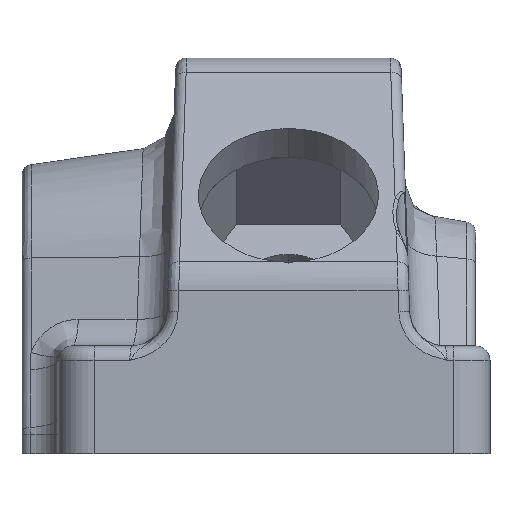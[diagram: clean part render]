
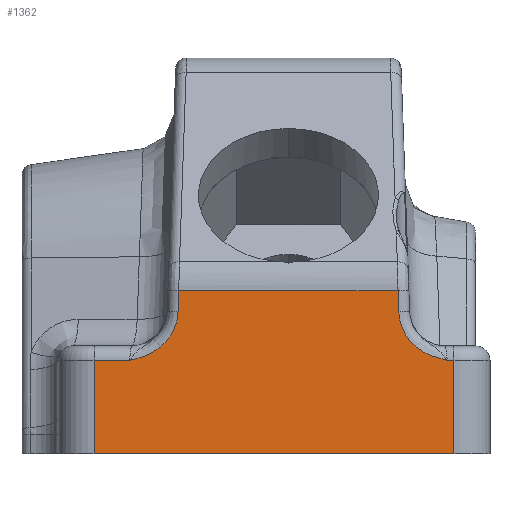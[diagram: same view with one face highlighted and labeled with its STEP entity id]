
A CAD part, left-side view. The second image highlights one B-rep face of the part: STEP entity #1362.
In plain terms, the highlighted planar face has unit normal (-1, 0, 0).
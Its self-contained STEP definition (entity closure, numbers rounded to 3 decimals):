
#429 = CARTESIAN_POINT ( 'NONE',  ( -43., -19.73, 22.697 ) ) ;
#430 = CARTESIAN_POINT ( 'NONE',  ( -43., -19.833, 19.755 ) ) ;
#431 = CARTESIAN_POINT ( 'NONE',  ( -43., -26.573, 13. ) ) ;
#433 = CARTESIAN_POINT ( 'NONE',  ( -43., 22.5, 13. ) ) ;
#434 = CARTESIAN_POINT ( 'NONE',  ( -43., 17.573, 13. ) ) ;
#437 = CARTESIAN_POINT ( 'NONE',  ( -43., 10.73, 22.697 ) ) ;
#447 = CARTESIAN_POINT ( 'NONE',  ( -43., 10.833, 19.755 ) ) ;
#478 = CARTESIAN_POINT ( 'NONE',  ( -43., -27.5, 13. ) ) ;
#514 = CARTESIAN_POINT ( 'NONE',  ( -43., -27.5, 0. ) ) ;
#518 = CARTESIAN_POINT ( 'NONE',  ( -43., 22.5, 0. ) ) ;
#1362 = ADVANCED_FACE ( 'NONE', ( #6445 ), #15948, .F. ) ;
#2075 = CARTESIAN_POINT ( 'NONE',  ( -43., -25.729, 13.205 ) ) ;
#2080 = CARTESIAN_POINT ( 'NONE',  ( -43., -26.151, 13.102 ) ) ;
#2082 = CARTESIAN_POINT ( 'NONE',  ( -43., 22.5, 55. ) ) ;
#2083 = CARTESIAN_POINT ( 'NONE',  ( -43., -26.573, 13. ) ) ;
#2084 = CARTESIAN_POINT ( 'NONE',  ( -43., -24.897, 13.449 ) ) ;
#2085 = CARTESIAN_POINT ( 'NONE',  ( -43., -24.486, 13.591 ) ) ;
#2086 = CARTESIAN_POINT ( 'NONE',  ( -43., -23.691, 13.935 ) ) ;
#2087 = CARTESIAN_POINT ( 'NONE',  ( -43., -23.305, 14.137 ) ) ;
#2088 = CARTESIAN_POINT ( 'NONE',  ( -43., -22.578, 14.607 ) ) ;
#2089 = CARTESIAN_POINT ( 'NONE',  ( -43., -22.239, 14.871 ) ) ;
#2090 = CARTESIAN_POINT ( 'NONE',  ( -43., -21.613, 15.461 ) ) ;
#2091 = CARTESIAN_POINT ( 'NONE',  ( -43., -21.324, 15.79 ) ) ;
#2092 = CARTESIAN_POINT ( 'NONE',  ( -43., -20.821, 16.49 ) ) ;
#2093 = CARTESIAN_POINT ( 'NONE',  ( -43., -20.605, 16.86 ) ) ;
#2094 = CARTESIAN_POINT ( 'NONE',  ( -43., -20.336, 17.449 ) ) ;
#2095 = CARTESIAN_POINT ( 'NONE',  ( -43., -20.255, 17.652 ) ) ;
#2096 = CARTESIAN_POINT ( 'NONE',  ( -43., -20.114, 18.061 ) ) ;
#2097 = CARTESIAN_POINT ( 'NONE',  ( -43., -20.054, 18.268 ) ) ;
#2098 = CARTESIAN_POINT ( 'NONE',  ( -43., -19.906, 18.894 ) ) ;
#2099 = CARTESIAN_POINT ( 'NONE',  ( -43., -19.848, 19.32 ) ) ;
#2100 = CARTESIAN_POINT ( 'NONE',  ( -43., -19.833, 19.755 ) ) ;
#2101 = DIRECTION ( 'NONE',  ( 0., 0., -1. ) ) ;
#3230 = EDGE_LOOP ( 'NONE', ( #9548, #9549, #9550, #9551, #9552, #9553, #9554, #9555, #9556, #9557 ) ) ;
#3818 = CARTESIAN_POINT ( 'NONE',  ( -43., 9.63, 54.201 ) ) ;
#3819 = DIRECTION ( 'NONE',  ( 0., 0.035, -0.999 ) ) ;
#3852 = CARTESIAN_POINT ( 'NONE',  ( -43., 12.151, 22.697 ) ) ;
#3853 = DIRECTION ( 'NONE',  ( 0., 1., 0. ) ) ;
#3854 = CARTESIAN_POINT ( 'NONE',  ( -43., -18.54, 56.782 ) ) ;
#3855 = DIRECTION ( 'NONE',  ( 0., 0.035, 0.999 ) ) ;
#3856 = CARTESIAN_POINT ( 'NONE',  ( -43., -27.5, 55. ) ) ;
#3857 = DIRECTION ( 'NONE',  ( 0., 0., 1. ) ) ;
#3858 = CARTESIAN_POINT ( 'NONE',  ( -43., -21.5, 13. ) ) ;
#3859 = DIRECTION ( 'NONE',  ( 0., 1., 0. ) ) ;
#3877 = CARTESIAN_POINT ( 'NONE',  ( -43., 10.848, 19.32 ) ) ;
#3884 = CARTESIAN_POINT ( 'NONE',  ( -43., 10.906, 18.894 ) ) ;
#3938 = CARTESIAN_POINT ( 'NONE',  ( -43., 10.833, 19.755 ) ) ;
#3940 = CARTESIAN_POINT ( 'NONE',  ( -43., 11.054, 18.268 ) ) ;
#3941 = CARTESIAN_POINT ( 'NONE',  ( -43., 11.114, 18.061 ) ) ;
#3942 = CARTESIAN_POINT ( 'NONE',  ( -43., 11.255, 17.652 ) ) ;
#3943 = CARTESIAN_POINT ( 'NONE',  ( -43., 11.336, 17.449 ) ) ;
#3944 = CARTESIAN_POINT ( 'NONE',  ( -43., 11.605, 16.86 ) ) ;
#3945 = CARTESIAN_POINT ( 'NONE',  ( -43., 11.821, 16.49 ) ) ;
#3946 = CARTESIAN_POINT ( 'NONE',  ( -43., 12.324, 15.79 ) ) ;
#3947 = CARTESIAN_POINT ( 'NONE',  ( -43., 12.613, 15.461 ) ) ;
#3948 = CARTESIAN_POINT ( 'NONE',  ( -43., 13.239, 14.871 ) ) ;
#3949 = CARTESIAN_POINT ( 'NONE',  ( -43., 13.578, 14.607 ) ) ;
#3950 = CARTESIAN_POINT ( 'NONE',  ( -43., 14.305, 14.137 ) ) ;
#3951 = CARTESIAN_POINT ( 'NONE',  ( -43., 14.691, 13.935 ) ) ;
#3952 = CARTESIAN_POINT ( 'NONE',  ( -43., 15.486, 13.591 ) ) ;
#3953 = CARTESIAN_POINT ( 'NONE',  ( -43., 15.897, 13.449 ) ) ;
#3954 = CARTESIAN_POINT ( 'NONE',  ( -43., 16.521, 13.266 ) ) ;
#3955 = CARTESIAN_POINT ( 'NONE',  ( -43., 16.731, 13.21 ) ) ;
#3956 = CARTESIAN_POINT ( 'NONE',  ( -43., 17.151, 13.102 ) ) ;
#3957 = CARTESIAN_POINT ( 'NONE',  ( -43., 17.364, 13.051 ) ) ;
#3958 = CARTESIAN_POINT ( 'NONE',  ( -43., 17.573, 13. ) ) ;
#3959 = CARTESIAN_POINT ( 'NONE',  ( -43., 22.5, 13. ) ) ;
#3960 = DIRECTION ( 'NONE',  ( 0., 1., 0. ) ) ;
#4388 = EDGE_CURVE ( 'NONE', #17119, #17118, #8682, .T. ) ;
#4389 = EDGE_CURVE ( 'NONE', #17121, #17206, #5857, .T. ) ;
#4443 = EDGE_CURVE ( 'NONE', #17125, #17135, #5769, .T. ) ;
#4451 = EDGE_CURVE ( 'NONE', #17117, #17125, #5766, .T. ) ;
#4452 = EDGE_CURVE ( 'NONE', #17118, #17117, #5754, .T. ) ;
#4453 = EDGE_CURVE ( 'NONE', #17202, #17166, #5753, .T. ) ;
#4454 = EDGE_CURVE ( 'NONE', #17166, #17119, #5751, .T. ) ;
#4468 = EDGE_CURVE ( 'NONE', #17135, #17122, #8698, .T. ) ;
#4469 = EDGE_CURVE ( 'NONE', #17122, #17121, #5737, .T. ) ;
#5078 = VECTOR ( 'NONE', #13885, 1000. ) ;
#5080 = LINE ( 'NONE', #13882, #5078 ) ;
#5731 = VECTOR ( 'NONE', #3960, 1000. ) ;
#5737 = LINE ( 'NONE', #3959, #5731 ) ;
#5748 = VECTOR ( 'NONE', #3859, 1000. ) ;
#5750 = VECTOR ( 'NONE', #3857, 1000. ) ;
#5751 = LINE ( 'NONE', #3858, #5748 ) ;
#5752 = VECTOR ( 'NONE', #3855, 1000. ) ;
#5753 = LINE ( 'NONE', #3856, #5750 ) ;
#5754 = LINE ( 'NONE', #3854, #5752 ) ;
#5757 = VECTOR ( 'NONE', #3853, 1000. ) ;
#5766 = LINE ( 'NONE', #3852, #5757 ) ;
#5767 = VECTOR ( 'NONE', #3819, 1000. ) ;
#5769 = LINE ( 'NONE', #3818, #5767 ) ;
#5849 = VECTOR ( 'NONE', #2101, 1000. ) ;
#5857 = LINE ( 'NONE', #2082, #5849 ) ;
#6445 = FACE_OUTER_BOUND ( 'NONE', #3230, .T. ) ;
#7647 = AXIS2_PLACEMENT_3D ( 'NONE', #15939, #15950, #15951 ) ;
#8682 = B_SPLINE_CURVE_WITH_KNOTS ( 'NONE', 3,
 ( #2083, #2080, #2075, #2084, #2085, #2086, #2087, #2088, #2089, #2090, #2091, #2092, #2093, #2094, #2095, #2096, #2097, #2098, #2099, #2100 ),
 .UNSPECIFIED., .F., .F.,
 ( 4, 2, 2, 2, 2, 2, 2, 2, 2, 4 ),
 ( 0., 0.001, 0.003, 0.004, 0.005, 0.006, 0.008, 0.008, 0.009, 0.01 ),
 .UNSPECIFIED. ) ;
#8698 = B_SPLINE_CURVE_WITH_KNOTS ( 'NONE', 3,
 ( #3938, #3877, #3884, #3940, #3941, #3942, #3943, #3944, #3945, #3946, #3947, #3948, #3949, #3950, #3951, #3952, #3953, #3954, #3955, #3956, #3957, #3958 ),
 .UNSPECIFIED., .F., .F.,
 ( 4, 2, 2, 2, 2, 2, 2, 2, 2, 2, 4 ),
 ( 0., 0.001, 0.002, 0.003, 0.004, 0.005, 0.006, 0.008, 0.009, 0.01, 0.01 ),
 .UNSPECIFIED. ) ;
#9548 = ORIENTED_EDGE ( 'NONE', *, *, #4443, .T. ) ;
#9549 = ORIENTED_EDGE ( 'NONE', *, *, #4468, .T. ) ;
#9550 = ORIENTED_EDGE ( 'NONE', *, *, #4469, .T. ) ;
#9551 = ORIENTED_EDGE ( 'NONE', *, *, #4389, .T. ) ;
#9552 = ORIENTED_EDGE ( 'NONE', *, *, #10755, .T. ) ;
#9553 = ORIENTED_EDGE ( 'NONE', *, *, #4453, .T. ) ;
#9554 = ORIENTED_EDGE ( 'NONE', *, *, #4454, .T. ) ;
#9555 = ORIENTED_EDGE ( 'NONE', *, *, #4388, .T. ) ;
#9556 = ORIENTED_EDGE ( 'NONE', *, *, #4452, .T. ) ;
#9557 = ORIENTED_EDGE ( 'NONE', *, *, #4451, .T. ) ;
#10755 = EDGE_CURVE ( 'NONE', #17206, #17202, #5080, .T. ) ;
#13882 = CARTESIAN_POINT ( 'NONE',  ( -43., 32.5, 0. ) ) ;
#13885 = DIRECTION ( 'NONE',  ( 0., -1., 0. ) ) ;
#15939 = CARTESIAN_POINT ( 'NONE',  ( -43., 32.5, 55. ) ) ;
#15948 = PLANE ( 'NONE',  #7647 ) ;
#15950 = DIRECTION ( 'NONE',  ( 1., 0., 0. ) ) ;
#15951 = DIRECTION ( 'NONE',  ( 0., 1., 0. ) ) ;
#17117 = VERTEX_POINT ( 'NONE', #429 ) ;
#17118 = VERTEX_POINT ( 'NONE', #430 ) ;
#17119 = VERTEX_POINT ( 'NONE', #431 ) ;
#17121 = VERTEX_POINT ( 'NONE', #433 ) ;
#17122 = VERTEX_POINT ( 'NONE', #434 ) ;
#17125 = VERTEX_POINT ( 'NONE', #437 ) ;
#17135 = VERTEX_POINT ( 'NONE', #447 ) ;
#17166 = VERTEX_POINT ( 'NONE', #478 ) ;
#17202 = VERTEX_POINT ( 'NONE', #514 ) ;
#17206 = VERTEX_POINT ( 'NONE', #518 ) ;
